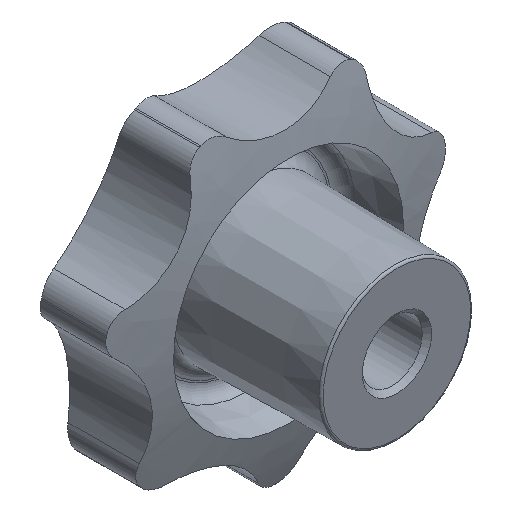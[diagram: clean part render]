
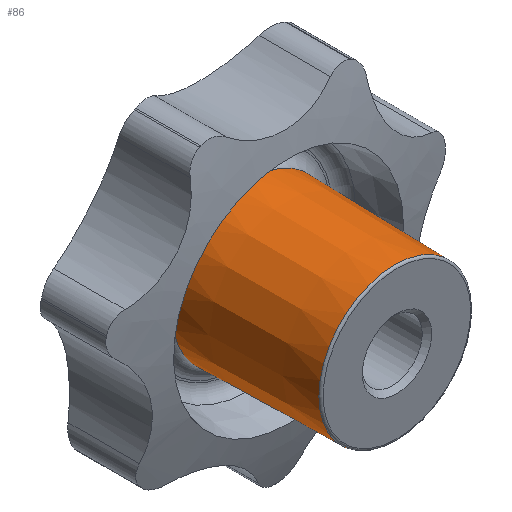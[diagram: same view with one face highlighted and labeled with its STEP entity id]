
A CAD part, isometric view. The second image highlights one B-rep face of the part: STEP entity #86.
In plain terms, the highlighted conical face has half-angle 1.146 degrees and reference radius 18.171 mm.
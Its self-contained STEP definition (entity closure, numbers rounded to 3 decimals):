
#86 = ADVANCED_FACE( '', ( #197, #198 ), #199, .T. );
#197 = FACE_BOUND( '', #370, .T. );
#198 = FACE_OUTER_BOUND( '', #371, .T. );
#199 = CONICAL_SURFACE( '', #372, 18.171, 0.02 );
#370 = EDGE_LOOP( '', ( #607 ) );
#371 = EDGE_LOOP( '', ( #608 ) );
#372 = AXIS2_PLACEMENT_3D( '', #609, #610, #611 );
#607 = ORIENTED_EDGE( '', *, *, #910, .F. );
#608 = ORIENTED_EDGE( '', *, *, #911, .T. );
#609 = CARTESIAN_POINT( '', ( 0., 33.56, 0. ) );
#610 = DIRECTION( '', ( 0., 1., 0. ) );
#611 = DIRECTION( '', ( -1., 0., 0. ) );
#910 = EDGE_CURVE( '', #1092, #1092, #1093, .T. );
#911 = EDGE_CURVE( '', #1094, #1094, #1095, .T. );
#1092 = VERTEX_POINT( '', #1693 );
#1093 = CIRCLE( '', #1694, 17.51 );
#1094 = VERTEX_POINT( '', #1695 );
#1095 = CIRCLE( '', #1696, 18.171 );
#1693 = CARTESIAN_POINT( '', ( 17.51, 0.49, 0. ) );
#1694 = AXIS2_PLACEMENT_3D( '', #2106, #2107, #2108 );
#1695 = CARTESIAN_POINT( '', ( 18.171, 33.56, 0. ) );
#1696 = AXIS2_PLACEMENT_3D( '', #2109, #2110, #2111 );
#2106 = CARTESIAN_POINT( '', ( 0., 0.49, 0. ) );
#2107 = DIRECTION( '', ( 0., -1., 0. ) );
#2108 = DIRECTION( '', ( 1., 0., 0. ) );
#2109 = CARTESIAN_POINT( '', ( 0., 33.56, 0. ) );
#2110 = DIRECTION( '', ( 0., -1., 0. ) );
#2111 = DIRECTION( '', ( 1., 0., 0. ) );
